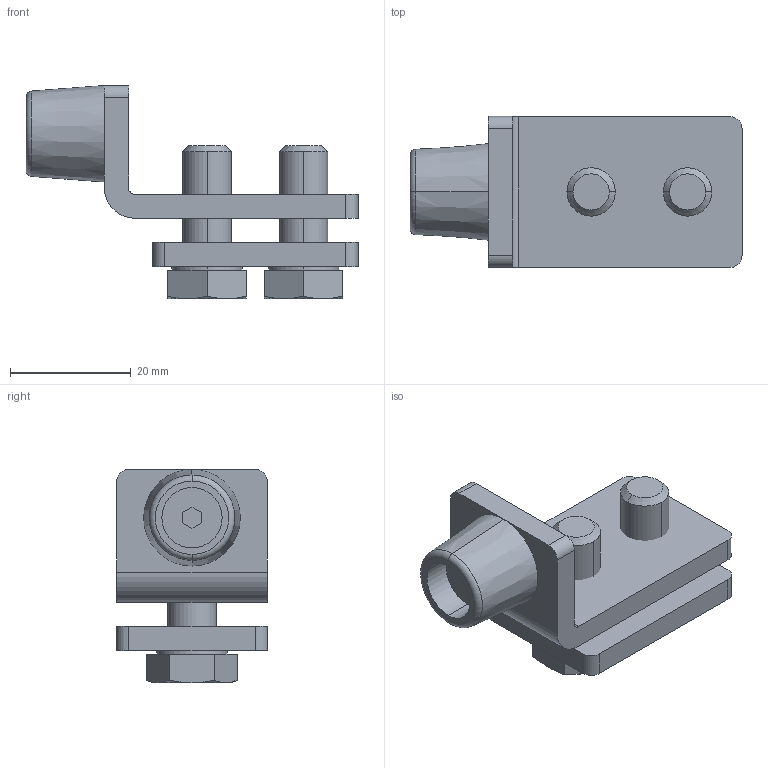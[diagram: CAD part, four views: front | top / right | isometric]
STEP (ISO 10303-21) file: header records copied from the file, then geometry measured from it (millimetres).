
FILE_DESCRIPTION (( 'STEP AP214' ), '1' );
FILE_NAME ('H_22-42x54.STEP', '2021-11-15T12:45:09', ( '' ), ( '' ), 'SwSTEP 2.0', 'SolidWorks 2019', '' );
FILE_SCHEMA (( 'AUTOMOTIVE_DESIGN' ));
Length unit declared in the file: millimetre
Products named in the file (6): H-22-42x54 P1; 62101-8x20; H_22-42x54; H-22-42x54 P3; H-22-42x54 P2; screw_din_7991_m5x12
Assembly tree (6 placements, depth 2):
  H_22-42x54
    H-22-42x54 P1
    H-22-42x54 P2
    62101-8x20  x2
    H-22-42x54 P3
    screw_din_7991_m5x12
Bounding box: 55 x 25 x 35.3 mm (x, y, z)
Volume: 13894.2 mm3; surface area: 9369 mm2
Topology: 6 solids, 6 shells, 112 faces, 262 edges, 168 vertices
Faces by surface type: plane 46, cylinder 36, cone 24, torus 6
Entity records: 2857 total; most frequent: DIRECTION 479, CARTESIAN_POINT 459, ORIENTED_EDGE 412, EDGE_CURVE 206, AXIS2_PLACEMENT_3D 189, VERTEX_POINT 133, EDGE_LOOP 103, LINE 101
